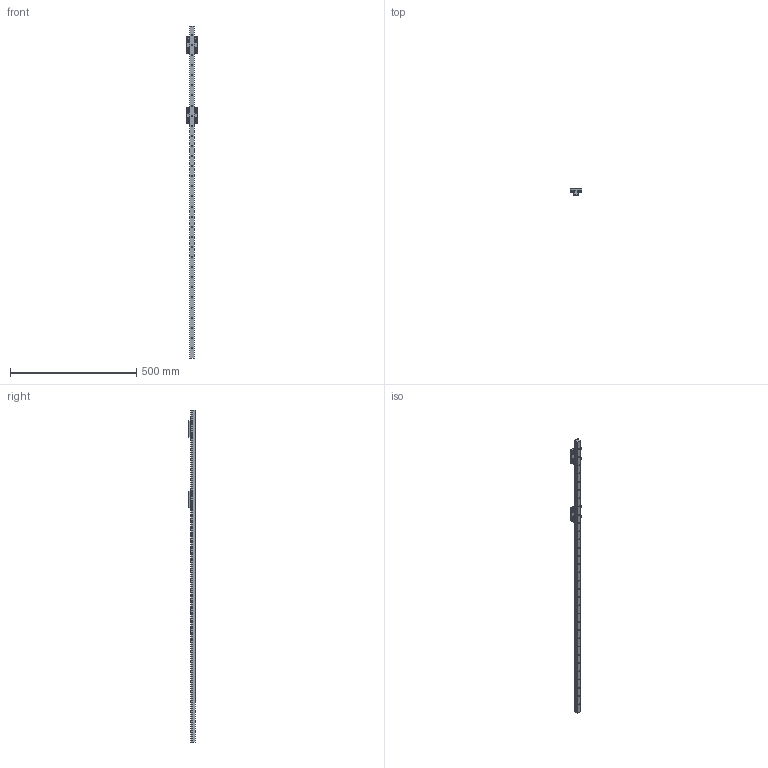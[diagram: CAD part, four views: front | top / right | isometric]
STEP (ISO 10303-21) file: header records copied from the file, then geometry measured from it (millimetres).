
FILE_DESCRIPTION(/* description */ (''),/* implementation_level */ '2;1');
FILE_NAME(/* name */ 'TLinear Rail V1 v15.step',/* time_stamp */ '2021-03-31T16:10:24+02:00',/* author */ (''),/* organization */ (''),/* preprocessor_version */ 'ST-DEVELOPER v18.1',/* originating_system */ 'Autodesk Translation Framework v9.10.0.1330',/* authorisation */ '');
FILE_SCHEMA (('AUTOMOTIVE_DESIGN { 1 0 10303 214 3 1 1 }'));
Length unit declared in the file: millimetre
Products named in the file (10): TLinear Rail V1; TLinear Rail; Carriage Preload 0.05; Carriage Preload 0.05_1; 688; Carriage Plate; Shaft1; Shaft4; Shaft3; Shaft2
Assembly tree (21 placements, depth 3):
  TLinear Rail V1
    TLinear Rail
    Carriage Preload 0.05
      688  x4
      Carriage Plate
      Shaft1
      Shaft4
      Shaft3
      Shaft2
    Carriage Preload 0.05_1
      688  x4
      Carriage Plate
      Shaft1
      Shaft4
      Shaft3
      Shaft2
Bounding box: 46.02 x 25.2 x 1315 mm (x, y, z)
Volume: 434799.4 mm3; surface area: 145597 mm2
Topology: 51 solids, 51 shells, 650 faces, 1308 edges, 856 vertices
Faces by surface type: cylinder 224, plane 218, torus 112, cone 64, sphere 32
Full cylindrical faces by diameter (mm): 4 x32, 6.779 x8, 7.4 x32, 8 x24, 9.451 x16, 9.611 x16, 10.133 x16, 10.251 x16, 13.867 x16, 13.909 x16, 14.331 x16, 16 x8
Entity records: 5903 total; most frequent: DIRECTION 1110, CARTESIAN_POINT 901, ORIENTED_EDGE 800, AXIS2_PLACEMENT_3D 479, EDGE_CURVE 400, EDGE_LOOP 338, VERTEX_POINT 270, CIRCLE 240
